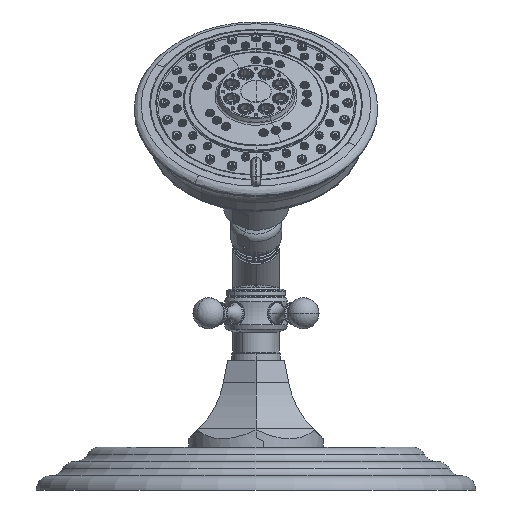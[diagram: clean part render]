
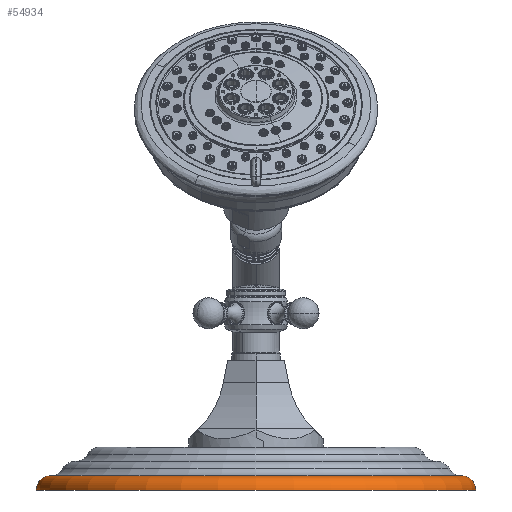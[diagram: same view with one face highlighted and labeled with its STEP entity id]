
A CAD part, front view. The second image highlights one B-rep face of the part: STEP entity #54934.
In plain terms, the highlighted toroidal (fillet/blend) face has major radius 92.075 mm and minor radius 6.35 mm.
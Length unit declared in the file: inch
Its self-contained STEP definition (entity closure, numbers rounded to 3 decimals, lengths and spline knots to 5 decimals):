
#49023=CARTESIAN_POINT('',(0.,0.,0.25));
#49024=DIRECTION('',(0.,0.,-1.));
#49025=DIRECTION('',(1.,0.,0.));
#49026=AXIS2_PLACEMENT_3D('',#49023,#49024,#49025);
#49048=CARTESIAN_POINT('',(3.625,0.,0.));
#49049=DIRECTION('',(0.,-1.,0.));
#49050=DIRECTION('',(1.,0.,0.));
#49051=AXIS2_PLACEMENT_3D('',#49048,#49049,#49050);
#49053=CARTESIAN_POINT('',(-3.625,0.,0.));
#49054=DIRECTION('',(0.,1.,0.));
#49055=DIRECTION('',(-1.,0.,0.));
#49056=AXIS2_PLACEMENT_3D('',#49053,#49054,#49055);
#49058=CARTESIAN_POINT('',(0.,0.,0.));
#49059=DIRECTION('',(0.,0.,-1.));
#49060=DIRECTION('',(1.,0.,0.));
#49061=AXIS2_PLACEMENT_3D('',#49058,#49059,#49060);
#52444=CARTESIAN_POINT('',(3.625,0.,0.25));
#52446=VERTEX_POINT('',#52444);
#52454=CARTESIAN_POINT('',(-3.625,0.,0.25));
#52456=VERTEX_POINT('',#52454);
#53028=CARTESIAN_POINT('',(3.875,0.,0.));
#53029=CARTESIAN_POINT('',(-3.875,0.,0.));
#53030=VERTEX_POINT('',#53028);
#53031=VERTEX_POINT('',#53029);
#54923=CARTESIAN_POINT('',(0.,0.,0.));
#54924=DIRECTION('',(0.,0.,-1.));
#54925=DIRECTION('',(-1.,0.,0.));
#54926=AXIS2_PLACEMENT_3D('',#54923,#54924,#54925);
#54927=TOROIDAL_SURFACE('',#54926,3.625,0.25);
#54928=ORIENTED_EDGE('',*,*,#54917,.T.);
#54929=ORIENTED_EDGE('',*,*,#54907,.T.);
#54930=ORIENTED_EDGE('',*,*,#54876,.F.);
#54931=ORIENTED_EDGE('',*,*,#54904,.F.);
#54932=EDGE_LOOP('',(#54928,#54929,#54930,#54931));
#54933=FACE_OUTER_BOUND('',#54932,.F.);
#54934=ADVANCED_FACE('',(#54933),#54927,.T.);
#49027=CIRCLE('',#49026,3.625);
#49052=CIRCLE('',#49051,0.25);
#49057=CIRCLE('',#49056,0.25);
#49062=CIRCLE('',#49061,3.875);
#54876=EDGE_CURVE('',#52446,#52456,#49027,.T.);
#54904=EDGE_CURVE('',#53030,#52446,#49052,.T.);
#54907=EDGE_CURVE('',#53031,#52456,#49057,.T.);
#54917=EDGE_CURVE('',#53030,#53031,#49062,.T.);
